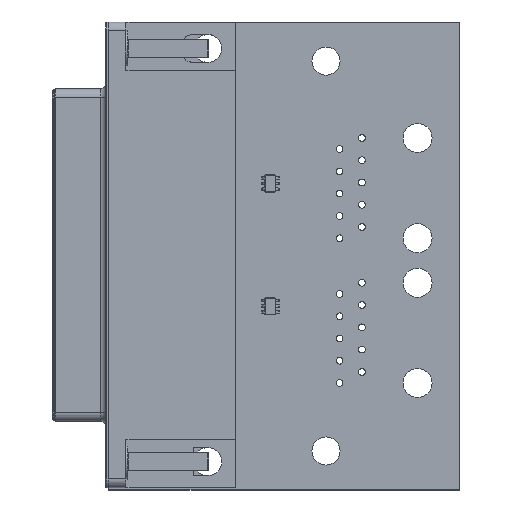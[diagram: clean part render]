
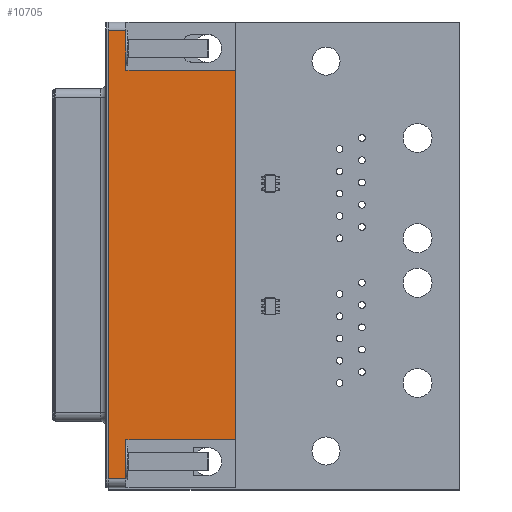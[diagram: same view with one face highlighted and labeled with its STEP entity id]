
A CAD part, top view. The second image highlights one B-rep face of the part: STEP entity #10705.
In plain terms, the highlighted planar face has unit normal (0, 0, 1).
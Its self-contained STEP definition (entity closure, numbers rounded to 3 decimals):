
#8427 = PLANE('',#8428);
#8428 = AXIS2_PLACEMENT_3D('',#8429,#8430,#8431);
#8429 = CARTESIAN_POINT('',(9.93,-12.64,12.5));
#8430 = DIRECTION('',(0.,0.,-1.));
#8431 = DIRECTION('',(-1.,-0.,0.));
#8860 = VERTEX_POINT('',#8861);
#8861 = CARTESIAN_POINT('',(-42.17,-12.74,12.5));
#8897 = CYLINDRICAL_SURFACE('',#8898,1.);
#8898 = AXIS2_PLACEMENT_3D('',#8899,#8900,#8901);
#8899 = CARTESIAN_POINT('',(-42.17,-12.74,11.5));
#8900 = DIRECTION('',(-0.,1.,0.));
#8901 = DIRECTION('',(0.,0.,1.));
#8916 = VERTEX_POINT('',#8917);
#8917 = CARTESIAN_POINT('',(8.93,-12.74,12.5));
#8932 = CYLINDRICAL_SURFACE('',#8933,1.);
#8933 = AXIS2_PLACEMENT_3D('',#8934,#8935,#8936);
#8934 = CARTESIAN_POINT('',(8.93,-12.74,11.5));
#8935 = DIRECTION('',(-0.,1.,0.));
#8936 = DIRECTION('',(0.,0.,1.));
#8970 = EDGE_CURVE('',#8916,#8860,#8971,.T.);
#8971 = SURFACE_CURVE('',#8972,(#8976,#8983),.PCURVE_S1.);
#8972 = LINE('',#8973,#8974);
#8973 = CARTESIAN_POINT('',(9.93,-12.74,12.5));
#8974 = VECTOR('',#8975,1.);
#8975 = DIRECTION('',(-1.,0.,0.));
#8976 = PCURVE('',#8427,#8977);
#8977 = DEFINITIONAL_REPRESENTATION('',(#8978),#8982);
#8978 = LINE('',#8979,#8980);
#8979 = CARTESIAN_POINT('',(0.,-0.1));
#8980 = VECTOR('',#8981,1.);
#8981 = DIRECTION('',(1.,0.));
#8982 = ( GEOMETRIC_REPRESENTATION_CONTEXT(2) 
PARAMETRIC_REPRESENTATION_CONTEXT() REPRESENTATION_CONTEXT('2D SPACE',''
  ) );
#8983 = PCURVE('',#8984,#8989);
#8984 = PLANE('',#8985);
#8985 = AXIS2_PLACEMENT_3D('',#8986,#8987,#8988);
#8986 = CARTESIAN_POINT('',(9.93,-12.74,12.5));
#8987 = DIRECTION('',(0.,0.,1.));
#8988 = DIRECTION('',(-1.,0.,0.));
#8989 = DEFINITIONAL_REPRESENTATION('',(#8990),#8994);
#8990 = LINE('',#8991,#8992);
#8991 = CARTESIAN_POINT('',(0.,0.));
#8992 = VECTOR('',#8993,1.);
#8993 = DIRECTION('',(1.,0.));
#8994 = ( GEOMETRIC_REPRESENTATION_CONTEXT(2) 
PARAMETRIC_REPRESENTATION_CONTEXT() REPRESENTATION_CONTEXT('2D SPACE',''
  ) );
#9150 = PLANE('',#9151);
#9151 = AXIS2_PLACEMENT_3D('',#9152,#9153,#9154);
#9152 = CARTESIAN_POINT('',(-16.62,1.8,6.25));
#9153 = DIRECTION('',(0.,-1.,0.));
#9154 = DIRECTION('',(1.,0.,0.));
#10429 = PLANE('',#10430);
#10430 = AXIS2_PLACEMENT_3D('',#10431,#10432,#10433);
#10431 = CARTESIAN_POINT('',(-41.17,-10.74,8.75));
#10432 = DIRECTION('',(0.,-1.,0.));
#10433 = DIRECTION('',(1.,0.,0.));
#10586 = PLANE('',#10587);
#10587 = AXIS2_PLACEMENT_3D('',#10588,#10589,#10590);
#10588 = CARTESIAN_POINT('',(7.93,-10.74,8.75));
#10589 = DIRECTION('',(0.,-1.,0.));
#10590 = DIRECTION('',(1.,0.,0.));
#10602 = VERTEX_POINT('',#10603);
#10603 = CARTESIAN_POINT('',(-42.17,-10.74,12.5));
#10631 = EDGE_CURVE('',#8860,#10602,#10632,.T.);
#10632 = SURFACE_CURVE('',#10633,(#10637,#10644),.PCURVE_S1.);
#10633 = LINE('',#10634,#10635);
#10634 = CARTESIAN_POINT('',(-42.17,-12.74,12.5));
#10635 = VECTOR('',#10636,1.);
#10636 = DIRECTION('',(-0.,1.,0.));
#10637 = PCURVE('',#8897,#10638);
#10638 = DEFINITIONAL_REPRESENTATION('',(#10639),#10643);
#10639 = LINE('',#10640,#10641);
#10640 = CARTESIAN_POINT('',(6.283,0.));
#10641 = VECTOR('',#10642,1.);
#10642 = DIRECTION('',(0.,1.));
#10643 = ( GEOMETRIC_REPRESENTATION_CONTEXT(2) 
PARAMETRIC_REPRESENTATION_CONTEXT() REPRESENTATION_CONTEXT('2D SPACE',''
  ) );
#10644 = PCURVE('',#8984,#10645);
#10645 = DEFINITIONAL_REPRESENTATION('',(#10646),#10650);
#10646 = LINE('',#10647,#10648);
#10647 = CARTESIAN_POINT('',(52.1,0.));
#10648 = VECTOR('',#10649,1.);
#10649 = DIRECTION('',(0.,-1.));
#10650 = ( GEOMETRIC_REPRESENTATION_CONTEXT(2) 
PARAMETRIC_REPRESENTATION_CONTEXT() REPRESENTATION_CONTEXT('2D SPACE',''
  ) );
#10655 = EDGE_CURVE('',#8916,#10656,#10658,.T.);
#10656 = VERTEX_POINT('',#10657);
#10657 = CARTESIAN_POINT('',(8.93,-10.74,12.5));
#10658 = SURFACE_CURVE('',#10659,(#10663,#10670),.PCURVE_S1.);
#10659 = LINE('',#10660,#10661);
#10660 = CARTESIAN_POINT('',(8.93,-12.74,12.5));
#10661 = VECTOR('',#10662,1.);
#10662 = DIRECTION('',(-0.,1.,0.));
#10663 = PCURVE('',#8932,#10664);
#10664 = DEFINITIONAL_REPRESENTATION('',(#10665),#10669);
#10665 = LINE('',#10666,#10667);
#10666 = CARTESIAN_POINT('',(0.,0.));
#10667 = VECTOR('',#10668,1.);
#10668 = DIRECTION('',(0.,1.));
#10669 = ( GEOMETRIC_REPRESENTATION_CONTEXT(2) 
PARAMETRIC_REPRESENTATION_CONTEXT() REPRESENTATION_CONTEXT('2D SPACE',''
  ) );
#10670 = PCURVE('',#8984,#10671);
#10671 = DEFINITIONAL_REPRESENTATION('',(#10672),#10676);
#10672 = LINE('',#10673,#10674);
#10673 = CARTESIAN_POINT('',(1.,0.));
#10674 = VECTOR('',#10675,1.);
#10675 = DIRECTION('',(0.,-1.));
#10676 = ( GEOMETRIC_REPRESENTATION_CONTEXT(2) 
PARAMETRIC_REPRESENTATION_CONTEXT() REPRESENTATION_CONTEXT('2D SPACE',''
  ) );
#10705 = ADVANCED_FACE('',(#10706),#8984,.T.);
#10706 = FACE_BOUND('',#10707,.T.);
#10707 = EDGE_LOOP('',(#10708,#10709,#10710,#10733,#10761,#10784,#10812,
    #10833));
#10708 = ORIENTED_EDGE('',*,*,#8970,.F.);
#10709 = ORIENTED_EDGE('',*,*,#10655,.T.);
#10710 = ORIENTED_EDGE('',*,*,#10711,.F.);
#10711 = EDGE_CURVE('',#10712,#10656,#10714,.T.);
#10712 = VERTEX_POINT('',#10713);
#10713 = CARTESIAN_POINT('',(4.43,-10.74,12.5));
#10714 = SURFACE_CURVE('',#10715,(#10719,#10726),.PCURVE_S1.);
#10715 = LINE('',#10716,#10717);
#10716 = CARTESIAN_POINT('',(8.93,-10.74,12.5));
#10717 = VECTOR('',#10718,1.);
#10718 = DIRECTION('',(1.,0.,0.));
#10719 = PCURVE('',#8984,#10720);
#10720 = DEFINITIONAL_REPRESENTATION('',(#10721),#10725);
#10721 = LINE('',#10722,#10723);
#10722 = CARTESIAN_POINT('',(1.,-2.));
#10723 = VECTOR('',#10724,1.);
#10724 = DIRECTION('',(-1.,0.));
#10725 = ( GEOMETRIC_REPRESENTATION_CONTEXT(2) 
PARAMETRIC_REPRESENTATION_CONTEXT() REPRESENTATION_CONTEXT('2D SPACE',''
  ) );
#10726 = PCURVE('',#10586,#10727);
#10727 = DEFINITIONAL_REPRESENTATION('',(#10728),#10732);
#10728 = LINE('',#10729,#10730);
#10729 = CARTESIAN_POINT('',(1.,3.75));
#10730 = VECTOR('',#10731,1.);
#10731 = DIRECTION('',(1.,0.));
#10732 = ( GEOMETRIC_REPRESENTATION_CONTEXT(2) 
PARAMETRIC_REPRESENTATION_CONTEXT() REPRESENTATION_CONTEXT('2D SPACE',''
  ) );
#10733 = ORIENTED_EDGE('',*,*,#10734,.F.);
#10734 = EDGE_CURVE('',#10735,#10712,#10737,.T.);
#10735 = VERTEX_POINT('',#10736);
#10736 = CARTESIAN_POINT('',(4.43,1.8,12.5));
#10737 = SURFACE_CURVE('',#10738,(#10742,#10749),.PCURVE_S1.);
#10738 = LINE('',#10739,#10740);
#10739 = CARTESIAN_POINT('',(4.43,-11.74,12.5));
#10740 = VECTOR('',#10741,1.);
#10741 = DIRECTION('',(0.,-1.,0.));
#10742 = PCURVE('',#8984,#10743);
#10743 = DEFINITIONAL_REPRESENTATION('',(#10744),#10748);
#10744 = LINE('',#10745,#10746);
#10745 = CARTESIAN_POINT('',(5.5,-1.));
#10746 = VECTOR('',#10747,1.);
#10747 = DIRECTION('',(0.,1.));
#10748 = ( GEOMETRIC_REPRESENTATION_CONTEXT(2) 
PARAMETRIC_REPRESENTATION_CONTEXT() REPRESENTATION_CONTEXT('2D SPACE',''
  ) );
#10749 = PCURVE('',#10750,#10755);
#10750 = PLANE('',#10751);
#10751 = AXIS2_PLACEMENT_3D('',#10752,#10753,#10754);
#10752 = CARTESIAN_POINT('',(4.43,-10.74,15.));
#10753 = DIRECTION('',(-1.,0.,0.));
#10754 = DIRECTION('',(-0.,0.,-1.));
#10755 = DEFINITIONAL_REPRESENTATION('',(#10756),#10760);
#10756 = LINE('',#10757,#10758);
#10757 = CARTESIAN_POINT('',(2.5,1.));
#10758 = VECTOR('',#10759,1.);
#10759 = DIRECTION('',(0.,1.));
#10760 = ( GEOMETRIC_REPRESENTATION_CONTEXT(2) 
PARAMETRIC_REPRESENTATION_CONTEXT() REPRESENTATION_CONTEXT('2D SPACE',''
  ) );
#10761 = ORIENTED_EDGE('',*,*,#10762,.T.);
#10762 = EDGE_CURVE('',#10735,#10763,#10765,.T.);
#10763 = VERTEX_POINT('',#10764);
#10764 = CARTESIAN_POINT('',(-37.67,1.8,12.5));
#10765 = SURFACE_CURVE('',#10766,(#10770,#10777),.PCURVE_S1.);
#10766 = LINE('',#10767,#10768);
#10767 = CARTESIAN_POINT('',(9.93,1.8,12.5));
#10768 = VECTOR('',#10769,1.);
#10769 = DIRECTION('',(-1.,0.,0.));
#10770 = PCURVE('',#8984,#10771);
#10771 = DEFINITIONAL_REPRESENTATION('',(#10772),#10776);
#10772 = LINE('',#10773,#10774);
#10773 = CARTESIAN_POINT('',(0.,-14.54));
#10774 = VECTOR('',#10775,1.);
#10775 = DIRECTION('',(1.,0.));
#10776 = ( GEOMETRIC_REPRESENTATION_CONTEXT(2) 
PARAMETRIC_REPRESENTATION_CONTEXT() REPRESENTATION_CONTEXT('2D SPACE',''
  ) );
#10777 = PCURVE('',#9150,#10778);
#10778 = DEFINITIONAL_REPRESENTATION('',(#10779),#10783);
#10779 = LINE('',#10780,#10781);
#10780 = CARTESIAN_POINT('',(26.55,6.25));
#10781 = VECTOR('',#10782,1.);
#10782 = DIRECTION('',(-1.,0.));
#10783 = ( GEOMETRIC_REPRESENTATION_CONTEXT(2) 
PARAMETRIC_REPRESENTATION_CONTEXT() REPRESENTATION_CONTEXT('2D SPACE',''
  ) );
#10784 = ORIENTED_EDGE('',*,*,#10785,.F.);
#10785 = EDGE_CURVE('',#10786,#10763,#10788,.T.);
#10786 = VERTEX_POINT('',#10787);
#10787 = CARTESIAN_POINT('',(-37.67,-10.74,12.5));
#10788 = SURFACE_CURVE('',#10789,(#10793,#10800),.PCURVE_S1.);
#10789 = LINE('',#10790,#10791);
#10790 = CARTESIAN_POINT('',(-37.67,-11.74,12.5));
#10791 = VECTOR('',#10792,1.);
#10792 = DIRECTION('',(0.,1.,0.));
#10793 = PCURVE('',#8984,#10794);
#10794 = DEFINITIONAL_REPRESENTATION('',(#10795),#10799);
#10795 = LINE('',#10796,#10797);
#10796 = CARTESIAN_POINT('',(47.6,-1.));
#10797 = VECTOR('',#10798,1.);
#10798 = DIRECTION('',(0.,-1.));
#10799 = ( GEOMETRIC_REPRESENTATION_CONTEXT(2) 
PARAMETRIC_REPRESENTATION_CONTEXT() REPRESENTATION_CONTEXT('2D SPACE',''
  ) );
#10800 = PCURVE('',#10801,#10806);
#10801 = PLANE('',#10802);
#10802 = AXIS2_PLACEMENT_3D('',#10803,#10804,#10805);
#10803 = CARTESIAN_POINT('',(-37.67,-10.74,2.5));
#10804 = DIRECTION('',(1.,0.,0.));
#10805 = DIRECTION('',(-0.,0.,1.));
#10806 = DEFINITIONAL_REPRESENTATION('',(#10807),#10811);
#10807 = LINE('',#10808,#10809);
#10808 = CARTESIAN_POINT('',(10.,1.));
#10809 = VECTOR('',#10810,1.);
#10810 = DIRECTION('',(0.,-1.));
#10811 = ( GEOMETRIC_REPRESENTATION_CONTEXT(2) 
PARAMETRIC_REPRESENTATION_CONTEXT() REPRESENTATION_CONTEXT('2D SPACE',''
  ) );
#10812 = ORIENTED_EDGE('',*,*,#10813,.F.);
#10813 = EDGE_CURVE('',#10602,#10786,#10814,.T.);
#10814 = SURFACE_CURVE('',#10815,(#10819,#10826),.PCURVE_S1.);
#10815 = LINE('',#10816,#10817);
#10816 = CARTESIAN_POINT('',(-15.62,-10.74,12.5));
#10817 = VECTOR('',#10818,1.);
#10818 = DIRECTION('',(1.,0.,0.));
#10819 = PCURVE('',#8984,#10820);
#10820 = DEFINITIONAL_REPRESENTATION('',(#10821),#10825);
#10821 = LINE('',#10822,#10823);
#10822 = CARTESIAN_POINT('',(25.55,-2.));
#10823 = VECTOR('',#10824,1.);
#10824 = DIRECTION('',(-1.,0.));
#10825 = ( GEOMETRIC_REPRESENTATION_CONTEXT(2) 
PARAMETRIC_REPRESENTATION_CONTEXT() REPRESENTATION_CONTEXT('2D SPACE',''
  ) );
#10826 = PCURVE('',#10429,#10827);
#10827 = DEFINITIONAL_REPRESENTATION('',(#10828),#10832);
#10828 = LINE('',#10829,#10830);
#10829 = CARTESIAN_POINT('',(25.55,3.75));
#10830 = VECTOR('',#10831,1.);
#10831 = DIRECTION('',(1.,0.));
#10832 = ( GEOMETRIC_REPRESENTATION_CONTEXT(2) 
PARAMETRIC_REPRESENTATION_CONTEXT() REPRESENTATION_CONTEXT('2D SPACE',''
  ) );
#10833 = ORIENTED_EDGE('',*,*,#10631,.F.);
